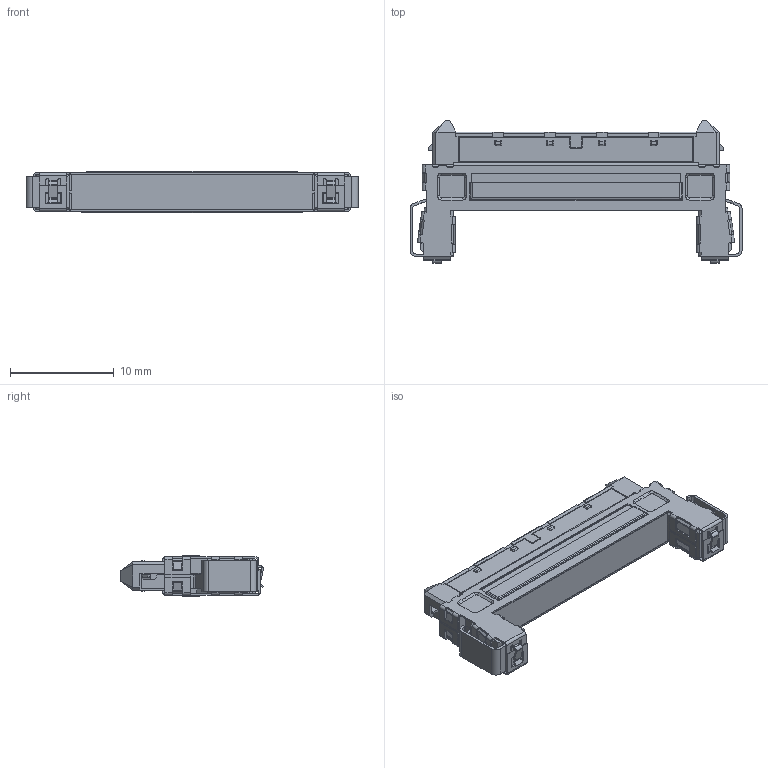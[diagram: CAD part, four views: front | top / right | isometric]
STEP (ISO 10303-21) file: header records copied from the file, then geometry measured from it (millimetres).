
FILE_DESCRIPTION(('OneSpaceDesigner STEP Export'),'2;1');
FILE_NAME('FX15S-41P-C.stp','2007-03-23T 8:15:06',(''),(''),'OneSpace Designer STEP processor (Jan. 2003) for AP214(CD)(Solid Model)','OneSpace Designer 12.00 10-Sep-2003 (C) CoCreate Software GmbH','');
FILE_SCHEMA(('AUTOMOTIVE_DESIGN_CC2 {1 2 10303 214 -1 1 5 1}'));
Length unit declared in the file: millimetre
Products named in the file (2): FX15S-41P-C
Assembly tree (1 placements, depth 2):
  FX15S-41P-C
    FX15S-41P-C
Bounding box: 32 x 13.75 x 4 mm (x, y, z)
Volume: 667.1 mm3; surface area: 1942.4 mm2
Topology: 1 solids, 1 shells, 984 faces, 2832 edges, 1821 vertices
Faces by surface type: plane 631, cylinder 297, torus 28, cone 16, bspline 8, sphere 4
Entity records: 32621 total; most frequent: CARTESIAN_POINT 6588, ORIENTED_EDGE 5660, DIRECTION 5236, EDGE_CURVE 2828, VECTOR 2108, LINE 2108, VERTEX_POINT 1821, AXIS2_PLACEMENT_3D 1564
